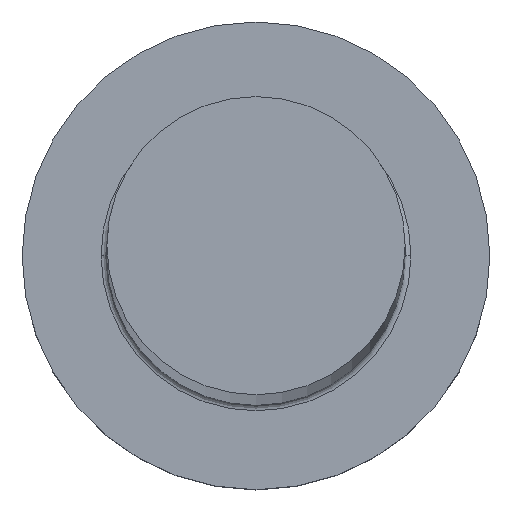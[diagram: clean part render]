
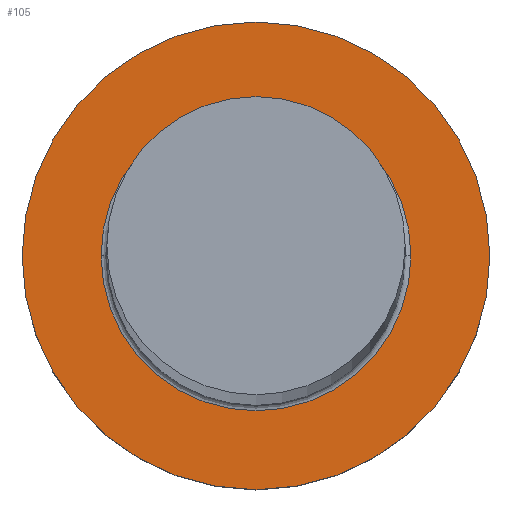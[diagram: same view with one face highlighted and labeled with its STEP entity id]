
A CAD part, top view. The second image highlights one B-rep face of the part: STEP entity #105.
In plain terms, the highlighted planar face has unit normal (0, 0, 1).
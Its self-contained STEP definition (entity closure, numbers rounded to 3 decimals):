
#4 = CIRCLE ( 'NONE', #171, 8. ) ;
#17 = CIRCLE ( 'NONE', #63, 5.3 ) ;
#22 = EDGE_CURVE ( 'NONE', #195, #238, #138, .T. ) ;
#26 = ORIENTED_EDGE ( 'NONE', *, *, #167, .T. ) ;
#27 = DIRECTION ( 'NONE',  ( 0., 0., -1. ) ) ;
#32 = ORIENTED_EDGE ( 'NONE', *, *, #200, .T. ) ;
#39 = DIRECTION ( 'NONE',  ( 1., 0., 0. ) ) ;
#46 = AXIS2_PLACEMENT_3D ( 'NONE', #91, #121, #54 ) ;
#51 = CARTESIAN_POINT ( 'NONE',  ( -5.3, 0., 5. ) ) ;
#54 = DIRECTION ( 'NONE',  ( 1., 0., 0. ) ) ;
#62 = CARTESIAN_POINT ( 'NONE',  ( -8., 0., 5. ) ) ;
#63 = AXIS2_PLACEMENT_3D ( 'NONE', #166, #27, #194 ) ;
#69 = DIRECTION ( 'NONE',  ( 0., 0., 1. ) ) ;
#72 = DIRECTION ( 'NONE',  ( 1., 0., 0. ) ) ;
#76 = CARTESIAN_POINT ( 'NONE',  ( 5.3, 0., 5. ) ) ;
#91 = CARTESIAN_POINT ( 'NONE',  ( 0., 0., 5. ) ) ;
#99 = VERTEX_POINT ( 'NONE', #62 ) ;
#105 = ADVANCED_FACE ( 'NONE', ( #206, #280 ), #296, .T. ) ;
#112 = EDGE_LOOP ( 'NONE', ( #32, #26 ) ) ;
#115 = CARTESIAN_POINT ( 'NONE',  ( 0., 0., 5. ) ) ;
#121 = DIRECTION ( 'NONE',  ( 0., 0., 1. ) ) ;
#138 = CIRCLE ( 'NONE', #251, 5.3 ) ;
#151 = EDGE_CURVE ( 'NONE', #238, #195, #17, .T. ) ;
#158 = CIRCLE ( 'NONE', #46, 8. ) ;
#165 = DIRECTION ( 'NONE',  ( 1., 0., 0. ) ) ;
#166 = CARTESIAN_POINT ( 'NONE',  ( 0., 0., 5. ) ) ;
#167 = EDGE_CURVE ( 'NONE', #218, #99, #158, .T. ) ;
#168 = ORIENTED_EDGE ( 'NONE', *, *, #151, .T. ) ;
#171 = AXIS2_PLACEMENT_3D ( 'NONE', #115, #69, #165 ) ;
#194 = DIRECTION ( 'NONE',  ( 1., 0., 0. ) ) ;
#195 = VERTEX_POINT ( 'NONE', #51 ) ;
#199 = CARTESIAN_POINT ( 'NONE',  ( 8., 0., 5. ) ) ;
#200 = EDGE_CURVE ( 'NONE', #99, #218, #4, .T. ) ;
#206 = FACE_BOUND ( 'NONE', #219, .T. ) ;
#218 = VERTEX_POINT ( 'NONE', #199 ) ;
#219 = EDGE_LOOP ( 'NONE', ( #168, #256 ) ) ;
#228 = DIRECTION ( 'NONE',  ( 0., 0., 1. ) ) ;
#238 = VERTEX_POINT ( 'NONE', #76 ) ;
#243 = CARTESIAN_POINT ( 'NONE',  ( 0., 0., 5. ) ) ;
#251 = AXIS2_PLACEMENT_3D ( 'NONE', #243, #275, #39 ) ;
#256 = ORIENTED_EDGE ( 'NONE', *, *, #22, .T. ) ;
#275 = DIRECTION ( 'NONE',  ( 0., 0., -1. ) ) ;
#280 = FACE_OUTER_BOUND ( 'NONE', #112, .T. ) ;
#281 = AXIS2_PLACEMENT_3D ( 'NONE', #307, #228, #72 ) ;
#296 = PLANE ( 'NONE',  #281 ) ;
#307 = CARTESIAN_POINT ( 'NONE',  ( 0., 0., 5. ) ) ;
